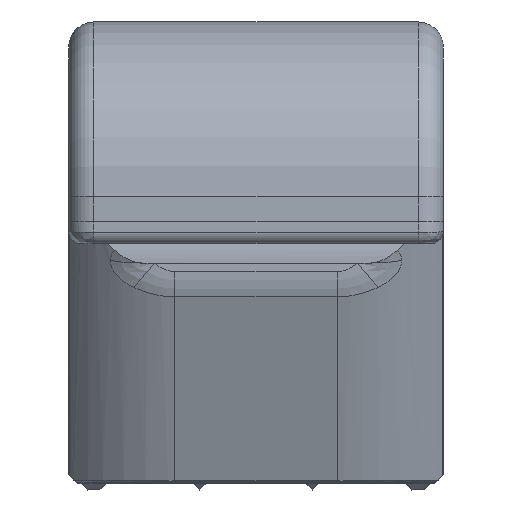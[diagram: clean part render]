
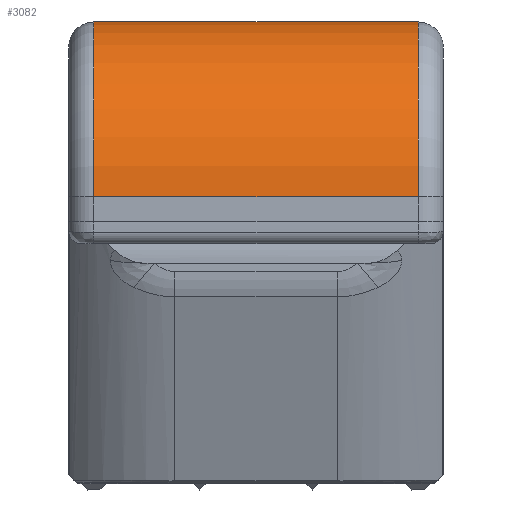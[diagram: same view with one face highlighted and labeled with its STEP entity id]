
A CAD part, front view. The second image highlights one B-rep face of the part: STEP entity #3082.
In plain terms, the highlighted cylindrical face has radius 11.76 mm (diameter 23.52 mm), a partial arc.
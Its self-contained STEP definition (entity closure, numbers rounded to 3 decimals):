
#85=CYLINDRICAL_SURFACE('',#3357,11.76);
#252=LINE('',#7048,#416);
#276=LINE('',#7109,#440);
#416=VECTOR('',#3949,8.4);
#440=VECTOR('',#4027,8.4);
#678=FACE_OUTER_BOUND('',#871,.T.);
#871=EDGE_LOOP('',(#2825,#2826,#2827,#2828));
#989=CIRCLE('',#3352,11.76);
#991=CIRCLE('',#3356,11.76);
#1422=VERTEX_POINT('',#7045);
#1423=VERTEX_POINT('',#7047);
#1432=VERTEX_POINT('',#7103);
#1433=VERTEX_POINT('',#7107);
#1865=EDGE_CURVE('',#1423,#1422,#252,.T.);
#1894=EDGE_CURVE('',#1432,#1433,#276,.T.);
#1896=EDGE_CURVE('',#1423,#1433,#989,.T.);
#1898=EDGE_CURVE('',#1432,#1422,#991,.T.);
#2825=ORIENTED_EDGE('',*,*,#1898,.F.);
#2826=ORIENTED_EDGE('',*,*,#1894,.T.);
#2827=ORIENTED_EDGE('',*,*,#1896,.F.);
#2828=ORIENTED_EDGE('',*,*,#1865,.T.);
#3082=ADVANCED_FACE('',(#678),#85,.T.);
#3352=AXIS2_PLACEMENT_3D('',#7113,#4034,#4035);
#3356=AXIS2_PLACEMENT_3D('',#7117,#4042,#4043);
#3357=AXIS2_PLACEMENT_3D('',#7118,#4044,#4045);
#3949=DIRECTION('',(1.,0.,0.));
#4027=DIRECTION('',(-1.,0.,0.));
#4034=DIRECTION('center_axis',(-1.,0.,0.));
#4035=DIRECTION('ref_axis',(0.,-0.707,0.707));
#4042=DIRECTION('center_axis',(1.,0.,0.));
#4043=DIRECTION('ref_axis',(0.,-0.707,0.707));
#4044=DIRECTION('center_axis',(1.,0.,0.));
#4045=DIRECTION('ref_axis',(0.,-0.707,0.707));
#7045=CARTESIAN_POINT('',(281.32,21.4,12.4));
#7047=CARTESIAN_POINT('',(259.48,21.4,12.4));
#7048=CARTESIAN_POINT('',(270.4,21.4,12.4));
#7103=CARTESIAN_POINT('',(281.32,33.16,24.16));
#7107=CARTESIAN_POINT('',(259.48,33.16,24.16));
#7109=CARTESIAN_POINT('',(270.4,33.16,24.16));
#7113=CARTESIAN_POINT('Origin',(259.48,33.16,12.4));
#7117=CARTESIAN_POINT('Origin',(281.32,33.16,12.4));
#7118=CARTESIAN_POINT('Origin',(270.4,33.16,12.4));
